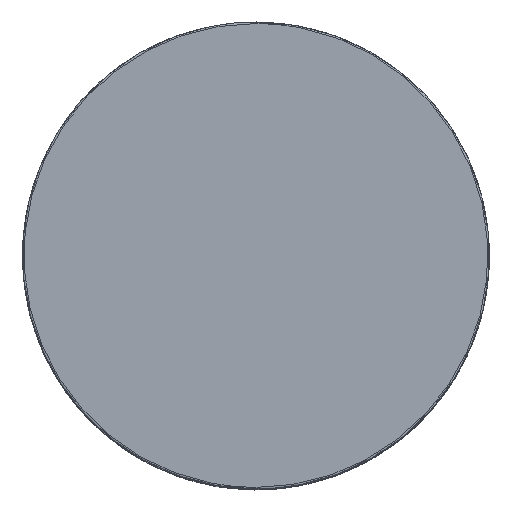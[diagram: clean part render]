
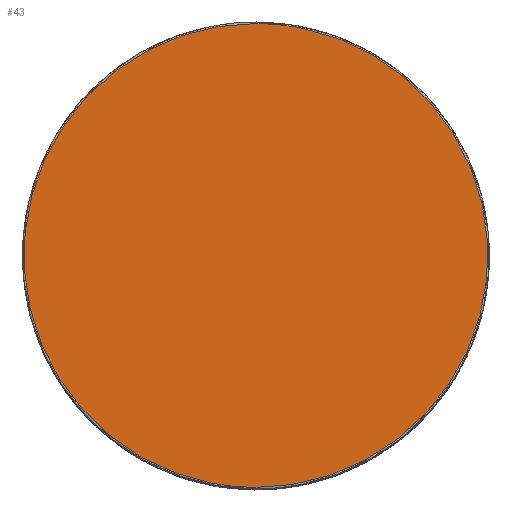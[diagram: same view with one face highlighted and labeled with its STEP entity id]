
A CAD part, top view. The second image highlights one B-rep face of the part: STEP entity #43.
In plain terms, the highlighted planar face has unit normal (0, 0, 1).
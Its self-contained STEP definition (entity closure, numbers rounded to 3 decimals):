
#43=ADVANCED_FACE('',(#61),#281,.T.);
#61=FACE_OUTER_BOUND('',#79,.T.);
#79=EDGE_LOOP('',(#126,#127));
#126=ORIENTED_EDGE('',*,*,#189,.T.);
#127=ORIENTED_EDGE('',*,*,#196,.T.);
#189=EDGE_CURVE('',#267,#271,#214,.T.);
#196=EDGE_CURVE('',#271,#267,#219,.T.);
#214=(
BOUNDED_CURVE()
B_SPLINE_CURVE(3,(#1242,#1243,#1244,#1245,#1246,#1247,#1248,#1249,#1250,
#1251,#1252,#1253,#1254,#1255,#1256,#1257,#1258,#1259,#1260,#1261,#1262,
#1263,#1264,#1265,#1266,#1267,#1268,#1269,#1270,#1271,#1272,#1273,#1274,
#1275,#1276,#1277,#1278,#1279,#1280,#1281,#1282,#1283,#1284,#1285,#1286,
#1287,#1288,#1289,#1290),.UNSPECIFIED.,.F.,.F.)
B_SPLINE_CURVE_WITH_KNOTS((4,3,3,3,3,3,3,3,3,3,3,3,3,3,3,3,4),(-999.025,
-969.931,-939.089,-906.96,-874.147,-841.334,
-809.205,-778.363,-749.269,-720.175,
-689.333,-657.204,-624.391,-591.578,
-559.449,-528.607,-499.513),.UNSPECIFIED.)
CURVE()
GEOMETRIC_REPRESENTATION_ITEM()
RATIONAL_B_SPLINE_CURVE((1.,1.,1.,1.,1.,1.,
1.,1.,1.,1.,
1.,1.,1.,1.,
1.,1.,1.,1.,1.,1.,1.,
1.,1.,1.,1.,
1.,1.,1.,1.,1.,
1.,1.,1.,1.,1.,1.,1.,1.,1.,1.,1.,
1.,1.,1.,1.,1.,1.,1.,1.))
REPRESENTATION_ITEM('')
);
#219=(
BOUNDED_CURVE()
B_SPLINE_CURVE(3,(#1361,#1362,#1363,#1364,#1365,#1366,#1367,#1368,#1369,
#1370,#1371,#1372,#1373,#1374,#1375,#1376,#1377,#1378,#1379,#1380,#1381,
#1382,#1383,#1384,#1385,#1386,#1387,#1388,#1389,#1390,#1391,#1392,#1393,
#1394,#1395,#1396,#1397,#1398,#1399,#1400,#1401,#1402,#1403,#1404,#1405,
#1406,#1407,#1408,#1409),.UNSPECIFIED.,.F.,.F.)
B_SPLINE_CURVE_WITH_KNOTS((4,3,3,3,3,3,3,3,3,3,3,3,3,3,3,3,4),(-499.513,
-470.418,-439.576,-407.447,-374.634,
-341.822,-309.693,-278.851,-249.756,-220.662,
-189.82,-157.691,-124.878,-92.065,
-59.936,-29.094,0.),.UNSPECIFIED.)
CURVE()
GEOMETRIC_REPRESENTATION_ITEM()
RATIONAL_B_SPLINE_CURVE((1.,1.,1.,1.,
1.,1.,1.,1.,1.,1.,1.,1.,1.,
1.,1.,1.,1.,
1.,1.,1.,1.,1.,1.,1.,1.,1.,1.,1.,1.,1.,
1.,1.,1.,1.,
1.,1.,1.,1.,
1.,1.,1.,1.,
1.,1.,1.,1.,
1.,1.,1.))
REPRESENTATION_ITEM('')
);
#267=VERTEX_POINT('',#885);
#271=VERTEX_POINT('',#889);
#281=PLANE('',#319);
#319=AXIS2_PLACEMENT_3D('',#784,#324,$);
#324=DIRECTION('',(0.,0.,1.));
#784=CARTESIAN_POINT('',(405.964,404.031,480.));
#885=CARTESIAN_POINT('',(179.231,1.127,480.));
#889=CARTESIAN_POINT('',(180.769,358.873,480.));
#1242=CARTESIAN_POINT('',(179.231,1.127,480.));
#1243=CARTESIAN_POINT('',(190.142,1.079,480.));
#1244=CARTESIAN_POINT('',(201.056,2.033,480.));
#1245=CARTESIAN_POINT('',(211.793,3.973,480.));
#1246=CARTESIAN_POINT('',(223.174,6.029,480.));
#1247=CARTESIAN_POINT('',(234.356,9.191,480.));
#1248=CARTESIAN_POINT('',(245.128,13.402,480.));
#1249=CARTESIAN_POINT('',(256.349,17.789,480.));
#1250=CARTESIAN_POINT('',(267.126,23.313,480.));
#1251=CARTESIAN_POINT('',(277.238,29.863,480.));
#1252=CARTESIAN_POINT('',(287.566,36.552,480.));
#1253=CARTESIAN_POINT('',(297.201,44.31,480.));
#1254=CARTESIAN_POINT('',(305.939,52.974,480.));
#1255=CARTESIAN_POINT('',(314.677,61.637,480.));
#1256=CARTESIAN_POINT('',(322.518,71.205,480.));
#1257=CARTESIAN_POINT('',(329.296,81.475,480.));
#1258=CARTESIAN_POINT('',(335.932,91.531,480.));
#1259=CARTESIAN_POINT('',(341.549,102.26,480.));
#1260=CARTESIAN_POINT('',(346.032,113.443,480.));
#1261=CARTESIAN_POINT('',(350.335,124.178,480.));
#1262=CARTESIAN_POINT('',(353.594,135.332,480.));
#1263=CARTESIAN_POINT('',(355.747,146.696,480.));
#1264=CARTESIAN_POINT('',(357.779,157.415,480.));
#1265=CARTESIAN_POINT('',(358.826,168.321,480.));
#1266=CARTESIAN_POINT('',(358.873,179.231,480.));
#1267=CARTESIAN_POINT('',(358.92,190.141,480.));
#1268=CARTESIAN_POINT('',(357.966,201.056,480.));
#1269=CARTESIAN_POINT('',(356.027,211.792,480.));
#1270=CARTESIAN_POINT('',(353.971,223.174,480.));
#1271=CARTESIAN_POINT('',(350.809,234.356,480.));
#1272=CARTESIAN_POINT('',(346.597,245.128,480.));
#1273=CARTESIAN_POINT('',(342.211,256.349,480.));
#1274=CARTESIAN_POINT('',(336.686,267.125,480.));
#1275=CARTESIAN_POINT('',(330.137,277.238,480.));
#1276=CARTESIAN_POINT('',(323.448,287.566,480.));
#1277=CARTESIAN_POINT('',(315.689,297.201,480.));
#1278=CARTESIAN_POINT('',(307.026,305.939,480.));
#1279=CARTESIAN_POINT('',(298.363,314.677,480.));
#1280=CARTESIAN_POINT('',(288.795,322.518,480.));
#1281=CARTESIAN_POINT('',(278.525,329.296,480.));
#1282=CARTESIAN_POINT('',(268.469,335.932,480.));
#1283=CARTESIAN_POINT('',(257.74,341.548,480.));
#1284=CARTESIAN_POINT('',(246.557,346.031,480.));
#1285=CARTESIAN_POINT('',(235.822,350.335,480.));
#1286=CARTESIAN_POINT('',(224.668,353.594,480.));
#1287=CARTESIAN_POINT('',(213.304,355.747,480.));
#1288=CARTESIAN_POINT('',(202.585,357.779,480.));
#1289=CARTESIAN_POINT('',(191.679,358.826,480.));
#1290=CARTESIAN_POINT('',(180.769,358.873,480.));
#1361=CARTESIAN_POINT('',(180.769,358.873,480.));
#1362=CARTESIAN_POINT('',(169.858,358.92,480.));
#1363=CARTESIAN_POINT('',(158.944,357.966,480.));
#1364=CARTESIAN_POINT('',(148.207,356.027,480.));
#1365=CARTESIAN_POINT('',(136.826,353.971,480.));
#1366=CARTESIAN_POINT('',(125.644,350.808,480.));
#1367=CARTESIAN_POINT('',(114.872,346.597,480.));
#1368=CARTESIAN_POINT('',(103.651,342.21,480.));
#1369=CARTESIAN_POINT('',(92.874,336.686,480.));
#1370=CARTESIAN_POINT('',(82.762,330.137,480.));
#1371=CARTESIAN_POINT('',(72.434,323.448,480.));
#1372=CARTESIAN_POINT('',(62.799,315.689,480.));
#1373=CARTESIAN_POINT('',(54.061,307.026,480.));
#1374=CARTESIAN_POINT('',(45.323,298.363,480.));
#1375=CARTESIAN_POINT('',(37.482,288.794,480.));
#1376=CARTESIAN_POINT('',(30.704,278.524,480.));
#1377=CARTESIAN_POINT('',(24.068,268.469,480.));
#1378=CARTESIAN_POINT('',(18.451,257.74,480.));
#1379=CARTESIAN_POINT('',(13.968,246.557,480.));
#1380=CARTESIAN_POINT('',(9.665,235.822,480.));
#1381=CARTESIAN_POINT('',(6.406,224.667,480.));
#1382=CARTESIAN_POINT('',(4.253,213.304,480.));
#1383=CARTESIAN_POINT('',(2.221,202.584,480.));
#1384=CARTESIAN_POINT('',(1.174,191.679,480.));
#1385=CARTESIAN_POINT('',(1.127,180.768,480.));
#1386=CARTESIAN_POINT('',(1.08,169.858,480.));
#1387=CARTESIAN_POINT('',(2.034,158.944,480.));
#1388=CARTESIAN_POINT('',(3.973,148.207,480.));
#1389=CARTESIAN_POINT('',(6.029,136.826,480.));
#1390=CARTESIAN_POINT('',(9.192,125.644,480.));
#1391=CARTESIAN_POINT('',(13.403,114.872,480.));
#1392=CARTESIAN_POINT('',(17.789,103.651,480.));
#1393=CARTESIAN_POINT('',(23.314,92.874,480.));
#1394=CARTESIAN_POINT('',(29.863,82.762,480.));
#1395=CARTESIAN_POINT('',(36.552,72.434,480.));
#1396=CARTESIAN_POINT('',(44.31,62.799,480.));
#1397=CARTESIAN_POINT('',(52.974,54.061,480.));
#1398=CARTESIAN_POINT('',(61.637,45.322,480.));
#1399=CARTESIAN_POINT('',(71.205,37.482,480.));
#1400=CARTESIAN_POINT('',(81.475,30.704,480.));
#1401=CARTESIAN_POINT('',(91.531,24.068,480.));
#1402=CARTESIAN_POINT('',(102.26,18.451,480.));
#1403=CARTESIAN_POINT('',(113.443,13.968,480.));
#1404=CARTESIAN_POINT('',(124.178,9.665,480.));
#1405=CARTESIAN_POINT('',(135.332,6.406,480.));
#1406=CARTESIAN_POINT('',(146.696,4.252,480.));
#1407=CARTESIAN_POINT('',(157.415,2.221,480.));
#1408=CARTESIAN_POINT('',(168.321,1.173,480.));
#1409=CARTESIAN_POINT('',(179.231,1.127,480.));
